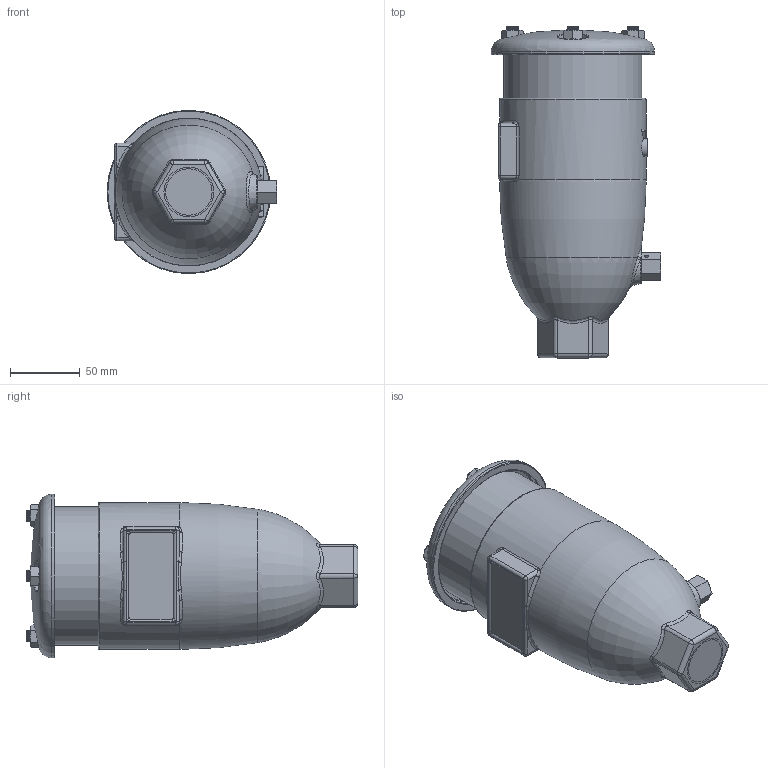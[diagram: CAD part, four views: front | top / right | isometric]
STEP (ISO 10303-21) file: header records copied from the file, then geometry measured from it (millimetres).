
FILE_DESCRIPTION (( 'STEP AP214' ), '1' );
FILE_NAME ('external surfaces FOX 1 inch.STEP', '2018-04-11T07:05:55', ( '' ), ( '' ), 'SwSTEP 2.0', 'SolidWorks 2017', '' );
FILE_SCHEMA (( 'AUTOMOTIVE_DESIGN' ));
Length unit declared in the file: millimetre
Products named in the file (2): external surfaces FOX 1 inch
Bounding box: 121.5 x 237.7 x 117 mm (x, y, z)
Surface area: 99725.9 mm2 (no closed solid volume)
Topology: 0 solids, 18 shells, 324 faces, 835 edges, 500 vertices
Faces by surface type: plane 91, bspline 81, cylinder 74, cone 44, torus 24, sphere 10
Full cylindrical faces by diameter (mm): 3 x1, 7.5 x1, 8 x8, 99 x1, 105 x2, 117 x1
Entity records: 19856 total; most frequent: CARTESIAN_POINT 9593, ORIENTED_EDGE 1400, DIRECTION 1202, EDGE_CURVE 779, AXIS2_PLACEMENT_3D 512, VERTEX_POINT 490, EDGE_LOOP 382, FACE_OUTER_BOUND 345
